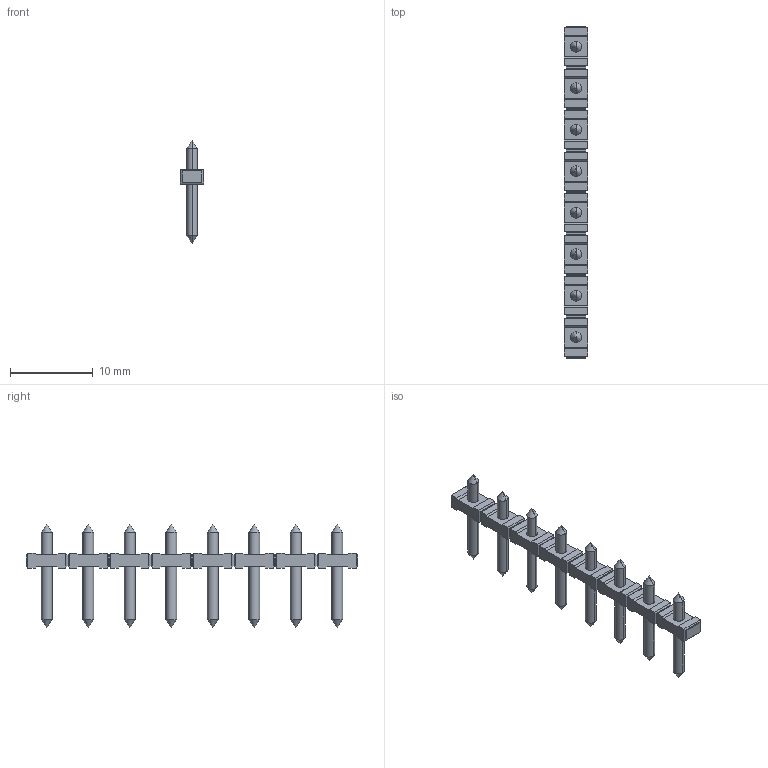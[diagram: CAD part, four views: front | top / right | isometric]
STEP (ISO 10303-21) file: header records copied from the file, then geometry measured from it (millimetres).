
FILE_DESCRIPTION((''),'2;1');
FILE_NAME('PRT0007','2024-09-29T13:32:28',('tluser'),(''),'CREO PARAMETRIC BY PTC INC, 2018100','CREO PARAMETRIC BY PTC INC, 2018100','');
FILE_SCHEMA(('CONFIG_CONTROL_DESIGN'));
Length unit declared in the file: millimetre
Products named in the file (1): PRT0007
Bounding box: 2.8 x 40 x 12.5 mm (x, y, z)
Volume: 277.7 mm3; surface area: 692 mm2
Topology: 1 solids, 1 shells, 262 faces, 620 edges, 344 vertices
Faces by surface type: plane 198, cylinder 32, cone 32
Entity records: 7042 total; most frequent: CARTESIAN_POINT 1194, DIRECTION 1176, ORIENTED_EDGE 1176, EDGE_CURVE 588, VECTOR 524, LINE 524, VERTEX_POINT 344, AXIS2_PLACEMENT_3D 326
